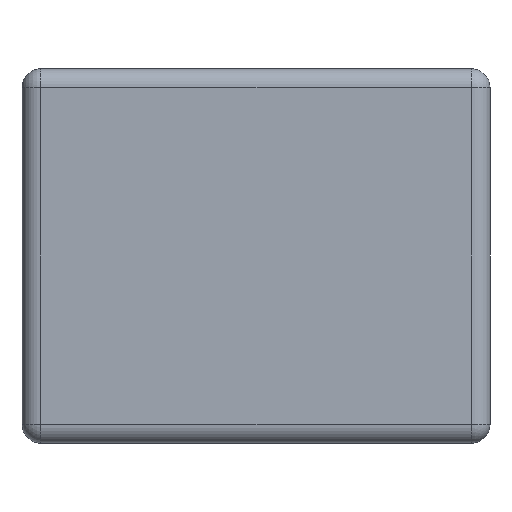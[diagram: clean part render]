
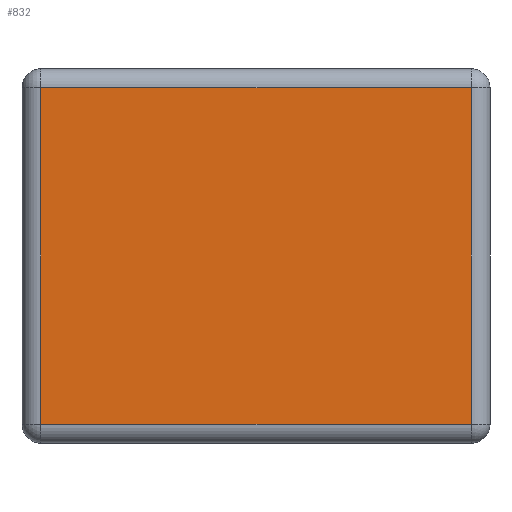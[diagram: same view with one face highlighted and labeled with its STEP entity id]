
A CAD part, left-side view. The second image highlights one B-rep face of the part: STEP entity #832.
In plain terms, the highlighted planar face has unit normal (-1, 0, 0).
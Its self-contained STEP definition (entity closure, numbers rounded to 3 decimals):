
#1 = CARTESIAN_POINT ( 'NONE',  ( -0.8, 0.04, 0.36 ) ) ;
#61 = PLANE ( 'NONE',  #1201 ) ;
#93 = VERTEX_POINT ( 'NONE', #1 ) ;
#129 = DIRECTION ( 'NONE',  ( 0., -1., 0. ) ) ;
#147 = DIRECTION ( 'NONE',  ( 0., 1., 0. ) ) ;
#194 = CARTESIAN_POINT ( 'NONE',  ( -0.8, 0.96, 0.36 ) ) ;
#225 = EDGE_CURVE ( 'NONE', #1171, #1043, #428, .T. ) ;
#273 = FACE_OUTER_BOUND ( 'NONE', #1177, .T. ) ;
#356 = CARTESIAN_POINT ( 'NONE',  ( -0.8, 0.04, -0.4 ) ) ;
#385 = VECTOR ( 'NONE', #129, 1000. ) ;
#428 = LINE ( 'NONE', #1118, #385 ) ;
#433 = EDGE_CURVE ( 'NONE', #1043, #93, #1234, .T. ) ;
#524 = VERTEX_POINT ( 'NONE', #194 ) ;
#552 = ORIENTED_EDGE ( 'NONE', *, *, #225, .T. ) ;
#558 = CARTESIAN_POINT ( 'NONE',  ( -0.8, 0.04, -0.36 ) ) ;
#631 = EDGE_CURVE ( 'NONE', #93, #524, #1034, .T. ) ;
#650 = DIRECTION ( 'NONE',  ( 0., 0., 1. ) ) ;
#703 = EDGE_CURVE ( 'NONE', #524, #1171, #1232, .T. ) ;
#742 = CARTESIAN_POINT ( 'NONE',  ( -0.8, 0.96, -0.36 ) ) ;
#755 = VECTOR ( 'NONE', #650, 1000. ) ;
#758 = VECTOR ( 'NONE', #1115, 1000. ) ;
#832 = ADVANCED_FACE ( 'NONE', ( #273 ), #61, .F. ) ;
#852 = CARTESIAN_POINT ( 'NONE',  ( -0.8, 1., -0.4 ) ) ;
#918 = ORIENTED_EDGE ( 'NONE', *, *, #631, .T. ) ;
#919 = CARTESIAN_POINT ( 'NONE',  ( -0.8, 1., 0.36 ) ) ;
#953 = ORIENTED_EDGE ( 'NONE', *, *, #433, .T. ) ;
#956 = DIRECTION ( 'NONE',  ( 1., 0., 0. ) ) ;
#1034 = LINE ( 'NONE', #919, #1127 ) ;
#1043 = VERTEX_POINT ( 'NONE', #558 ) ;
#1045 = ORIENTED_EDGE ( 'NONE', *, *, #703, .T. ) ;
#1046 = CARTESIAN_POINT ( 'NONE',  ( -0.8, 0.96, -0.4 ) ) ;
#1062 = DIRECTION ( 'NONE',  ( 0., 0., -1. ) ) ;
#1115 = DIRECTION ( 'NONE',  ( 0., 0., -1. ) ) ;
#1118 = CARTESIAN_POINT ( 'NONE',  ( -0.8, 1., -0.36 ) ) ;
#1127 = VECTOR ( 'NONE', #147, 1000. ) ;
#1171 = VERTEX_POINT ( 'NONE', #742 ) ;
#1177 = EDGE_LOOP ( 'NONE', ( #1045, #552, #953, #918 ) ) ;
#1201 = AXIS2_PLACEMENT_3D ( 'NONE', #852, #956, #1062 ) ;
#1232 = LINE ( 'NONE', #1046, #758 ) ;
#1234 = LINE ( 'NONE', #356, #755 ) ;
